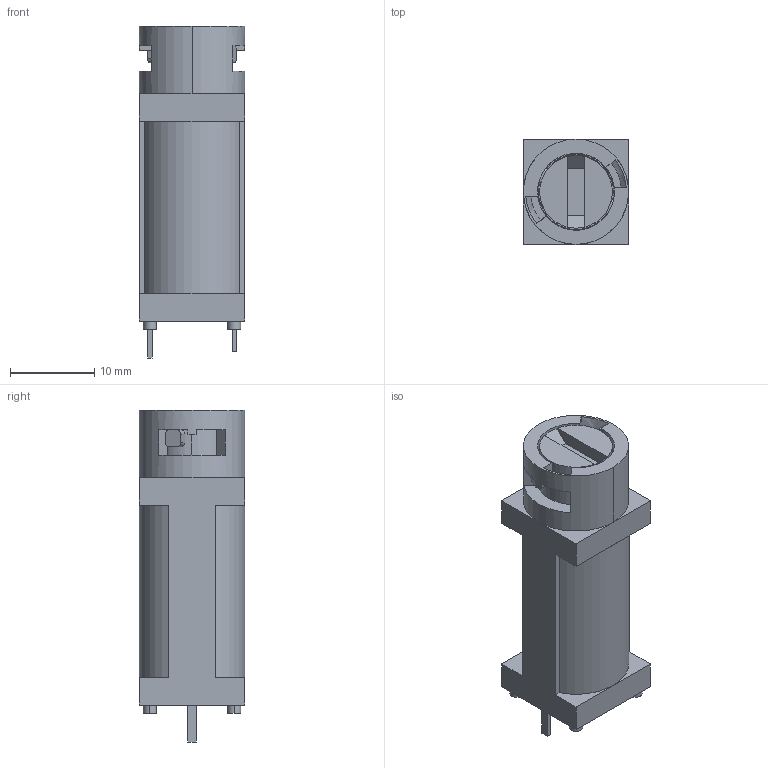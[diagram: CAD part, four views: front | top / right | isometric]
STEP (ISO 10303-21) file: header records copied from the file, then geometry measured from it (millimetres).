
FILE_DESCRIPTION(('FreeCAD Model'),'2;1');
FILE_NAME('fx0456_1_sp.step','2017-09-08T16:21:51',( 'kicad StepUp'),('ksu MCAD'),'Open CASCADE STEP processor 6.8', 'FreeCAD','Unknown');
FILE_SCHEMA(('AUTOMOTIVE_DESIGN_CC2 { 1 2 10303 214 -1 1 5 4 }'));
Length unit declared in the file: millimetre
Products named in the file (1): fx0456_1_sp
Bounding box: 12.5 x 12.5 x 39.44 mm (x, y, z)
Volume: 2544.8 mm3; surface area: 3848.7 mm2
Topology: 2 solids, 3 shells, 233 faces, 620 edges, 400 vertices
Faces by surface type: plane 150, cylinder 72, torus 8, cone 3
Entity records: 25538 total; most frequent: CARTESIAN_POINT 13894, DIRECTION 1958, ORIENTED_EDGE 1240, PCURVE 1240, DEFINITIONAL_REPRESENTATION 1240, LINE 954, VECTOR 954, EDGE_CURVE 620
